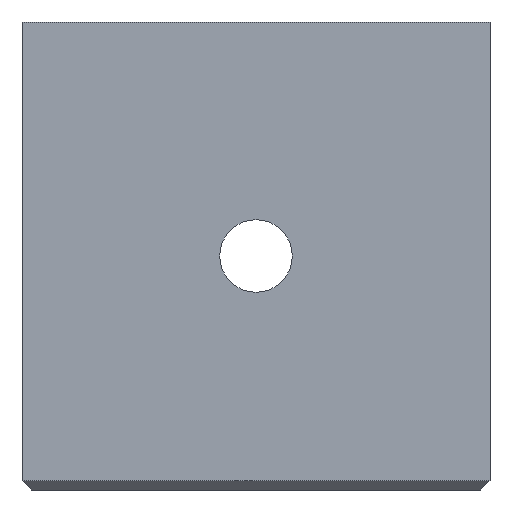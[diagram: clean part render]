
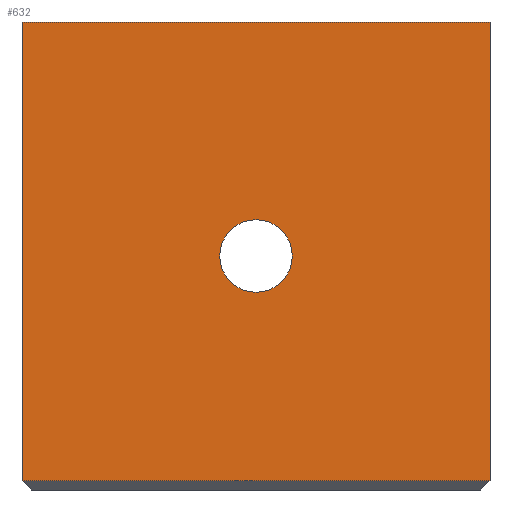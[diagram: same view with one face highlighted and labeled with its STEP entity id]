
A CAD part, front view. The second image highlights one B-rep face of the part: STEP entity #632.
In plain terms, the highlighted planar face has unit normal (0, -1, 0).
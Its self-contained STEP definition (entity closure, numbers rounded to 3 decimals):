
#20=FACE_BOUND('',#113,.T.);
#40=PLANE('',#694);
#73=FACE_OUTER_BOUND('',#112,.T.);
#112=EDGE_LOOP('',(#537,#538,#539,#540));
#113=EDGE_LOOP('',(#541,#542));
#166=LINE('',#1003,#235);
#176=LINE('',#1022,#245);
#181=LINE('',#1031,#250);
#182=LINE('',#1032,#251);
#235=VECTOR('',#820,10.);
#245=VECTOR('',#838,10.);
#250=VECTOR('',#845,10.);
#251=VECTOR('',#846,10.);
#275=CIRCLE('',#695,1.55);
#276=CIRCLE('',#696,1.55);
#317=VERTEX_POINT('',#1000);
#318=VERTEX_POINT('',#1002);
#323=VERTEX_POINT('',#1021);
#326=VERTEX_POINT('',#1030);
#327=VERTEX_POINT('',#1033);
#328=VERTEX_POINT('',#1034);
#390=EDGE_CURVE('',#317,#318,#166,.T.);
#400=EDGE_CURVE('',#323,#318,#176,.T.);
#405=EDGE_CURVE('',#317,#326,#181,.T.);
#406=EDGE_CURVE('',#326,#323,#182,.T.);
#407=EDGE_CURVE('',#327,#328,#275,.T.);
#408=EDGE_CURVE('',#328,#327,#276,.T.);
#537=ORIENTED_EDGE('',*,*,#390,.F.);
#538=ORIENTED_EDGE('',*,*,#405,.T.);
#539=ORIENTED_EDGE('',*,*,#406,.T.);
#540=ORIENTED_EDGE('',*,*,#400,.T.);
#541=ORIENTED_EDGE('',*,*,#407,.T.);
#542=ORIENTED_EDGE('',*,*,#408,.T.);
#632=ADVANCED_FACE('',(#73,#20),#40,.F.);
#694=AXIS2_PLACEMENT_3D('',#1029,#843,#844);
#695=AXIS2_PLACEMENT_3D('',#1035,#847,#848);
#696=AXIS2_PLACEMENT_3D('',#1036,#849,#850);
#820=DIRECTION('',(-1.,0.,0.));
#838=DIRECTION('',(0.,0.,-1.));
#843=DIRECTION('center_axis',(0.,1.,0.));
#844=DIRECTION('ref_axis',(1.,0.,0.));
#845=DIRECTION('',(0.,0.,1.));
#846=DIRECTION('',(-1.,0.,0.));
#847=DIRECTION('center_axis',(0.,1.,0.));
#848=DIRECTION('ref_axis',(-1.,0.,0.));
#849=DIRECTION('center_axis',(0.,1.,0.));
#850=DIRECTION('ref_axis',(-1.,0.,0.));
#1000=CARTESIAN_POINT('',(10.,0.,-9.6));
#1002=CARTESIAN_POINT('',(-10.,0.,-9.6));
#1003=CARTESIAN_POINT('',(5.,0.,-9.6));
#1021=CARTESIAN_POINT('',(-10.,0.,10.));
#1022=CARTESIAN_POINT('',(-10.,0.,10.));
#1029=CARTESIAN_POINT('Origin',(0.,0.,0.));
#1030=CARTESIAN_POINT('',(10.,0.,10.));
#1031=CARTESIAN_POINT('',(10.,0.,-10.));
#1032=CARTESIAN_POINT('',(10.,0.,10.));
#1033=CARTESIAN_POINT('',(-1.55,0.,0.));
#1034=CARTESIAN_POINT('',(1.55,0.,0.));
#1035=CARTESIAN_POINT('Origin',(0.,0.,0.));
#1036=CARTESIAN_POINT('Origin',(0.,0.,0.));
